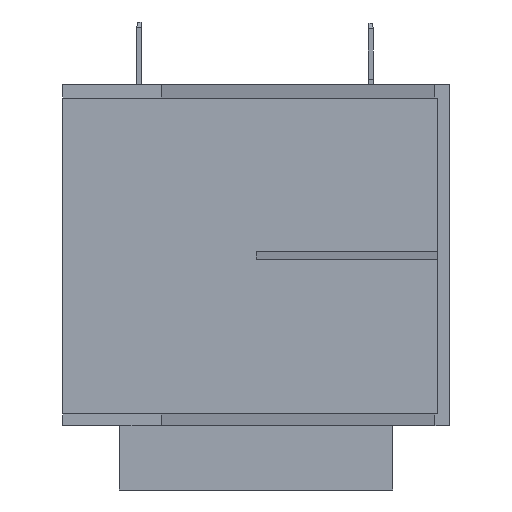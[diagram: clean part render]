
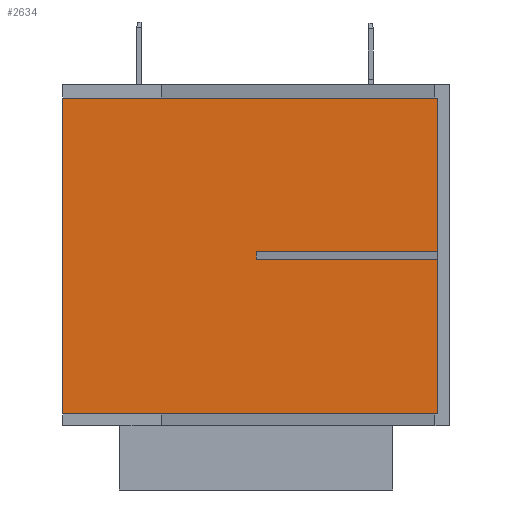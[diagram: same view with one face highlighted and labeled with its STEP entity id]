
A CAD part, left-side view. The second image highlights one B-rep face of the part: STEP entity #2634.
In plain terms, the highlighted planar face has unit normal (-1, 0, 0).
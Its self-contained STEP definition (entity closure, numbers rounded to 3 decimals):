
#12 = LINE ( 'NONE', #975, #2912 ) ;
#60 = FACE_OUTER_BOUND ( 'NONE', #2330, .T. ) ;
#93 = VERTEX_POINT ( 'NONE', #881 ) ;
#125 = LINE ( 'NONE', #1069, #2127 ) ;
#206 = CARTESIAN_POINT ( 'NONE',  ( -57.984, -5.864, 47.055 ) ) ;
#263 = VECTOR ( 'NONE', #799, 1000. ) ;
#371 = EDGE_CURVE ( 'NONE', #1209, #1055, #1332, .T. ) ;
#653 = VERTEX_POINT ( 'NONE', #1614 ) ;
#655 = DIRECTION ( 'NONE',  ( -1., 0., 0. ) ) ;
#799 = DIRECTION ( 'NONE',  ( 0., -1., 0. ) ) ;
#830 = ORIENTED_EDGE ( 'NONE', *, *, #1952, .T. ) ;
#879 = EDGE_CURVE ( 'NONE', #1793, #2043, #2012, .T. ) ;
#881 = CARTESIAN_POINT ( 'NONE',  ( -57.984, -6.783, 22.655 ) ) ;
#942 = CARTESIAN_POINT ( 'NONE',  ( -57.984, -5.864, 49.055 ) ) ;
#975 = CARTESIAN_POINT ( 'NONE',  ( -57.984, 22.486, 49.055 ) ) ;
#996 = DIRECTION ( 'NONE',  ( 0., 0., 1. ) ) ;
#1004 = EDGE_CURVE ( 'NONE', #2249, #653, #12, .T. ) ;
#1009 = DIRECTION ( 'NONE',  ( 0., 0., -1. ) ) ;
#1055 = VERTEX_POINT ( 'NONE', #3636 ) ;
#1067 = ORIENTED_EDGE ( 'NONE', *, *, #3235, .T. ) ;
#1069 = CARTESIAN_POINT ( 'NONE',  ( -57.984, -5.864, 22.655 ) ) ;
#1122 = LINE ( 'NONE', #1926, #1938 ) ;
#1187 = DIRECTION ( 'NONE',  ( 0., 0., 1. ) ) ;
#1209 = VERTEX_POINT ( 'NONE', #2275 ) ;
#1234 = PLANE ( 'NONE',  #1467 ) ;
#1269 = ORIENTED_EDGE ( 'NONE', *, *, #1004, .F. ) ;
#1332 = LINE ( 'NONE', #3591, #2115 ) ;
#1467 = AXIS2_PLACEMENT_3D ( 'NONE', #942, #655, #1532 ) ;
#1532 = DIRECTION ( 'NONE',  ( 0., 0., 1. ) ) ;
#1557 = EDGE_CURVE ( 'NONE', #93, #3157, #2514, .T. ) ;
#1614 = CARTESIAN_POINT ( 'NONE',  ( -57.984, 22.486, 47.055 ) ) ;
#1627 = CARTESIAN_POINT ( 'NONE',  ( -57.984, 22.486, -0.745 ) ) ;
#1650 = VECTOR ( 'NONE', #1710, 1000. ) ;
#1704 = ORIENTED_EDGE ( 'NONE', *, *, #371, .F. ) ;
#1710 = DIRECTION ( 'NONE',  ( 0., 0., -1. ) ) ;
#1793 = VERTEX_POINT ( 'NONE', #1842 ) ;
#1842 = CARTESIAN_POINT ( 'NONE',  ( -57.984, -34.214, 47.055 ) ) ;
#1914 = DIRECTION ( 'NONE',  ( 0., 1., 0. ) ) ;
#1926 = CARTESIAN_POINT ( 'NONE',  ( -57.984, -5.864, 23.855 ) ) ;
#1938 = VECTOR ( 'NONE', #3129, 1000. ) ;
#1952 = EDGE_CURVE ( 'NONE', #1209, #93, #125, .T. ) ;
#2012 = LINE ( 'NONE', #2524, #1650 ) ;
#2036 = EDGE_CURVE ( 'NONE', #2249, #1055, #3442, .T. ) ;
#2043 = VERTEX_POINT ( 'NONE', #2825 ) ;
#2115 = VECTOR ( 'NONE', #1009, 1000. ) ;
#2127 = VECTOR ( 'NONE', #2806, 1000. ) ;
#2131 = ORIENTED_EDGE ( 'NONE', *, *, #2822, .T. ) ;
#2171 = VECTOR ( 'NONE', #1914, 1000. ) ;
#2209 = ORIENTED_EDGE ( 'NONE', *, *, #1557, .T. ) ;
#2249 = VERTEX_POINT ( 'NONE', #1627 ) ;
#2275 = CARTESIAN_POINT ( 'NONE',  ( -57.984, -34.214, 22.655 ) ) ;
#2330 = EDGE_LOOP ( 'NONE', ( #2941, #1704, #830, #2209, #2131, #2578, #1067, #1269 ) ) ;
#2387 = CARTESIAN_POINT ( 'NONE',  ( -57.984, -6.783, 23.855 ) ) ;
#2494 = VECTOR ( 'NONE', #1187, 1000. ) ;
#2514 = LINE ( 'NONE', #2879, #2494 ) ;
#2524 = CARTESIAN_POINT ( 'NONE',  ( -57.984, -34.214, 49.055 ) ) ;
#2578 = ORIENTED_EDGE ( 'NONE', *, *, #879, .F. ) ;
#2634 = ADVANCED_FACE ( 'NONE', ( #60 ), #1234, .T. ) ;
#2742 = LINE ( 'NONE', #206, #2171 ) ;
#2806 = DIRECTION ( 'NONE',  ( 0., 1., 0. ) ) ;
#2822 = EDGE_CURVE ( 'NONE', #3157, #2043, #1122, .T. ) ;
#2825 = CARTESIAN_POINT ( 'NONE',  ( -57.984, -34.214, 23.855 ) ) ;
#2879 = CARTESIAN_POINT ( 'NONE',  ( -57.984, -6.783, 22.655 ) ) ;
#2912 = VECTOR ( 'NONE', #996, 1000. ) ;
#2941 = ORIENTED_EDGE ( 'NONE', *, *, #2036, .T. ) ;
#3129 = DIRECTION ( 'NONE',  ( 0., -1., 0. ) ) ;
#3157 = VERTEX_POINT ( 'NONE', #2387 ) ;
#3235 = EDGE_CURVE ( 'NONE', #1793, #653, #2742, .T. ) ;
#3442 = LINE ( 'NONE', #3725, #263 ) ;
#3591 = CARTESIAN_POINT ( 'NONE',  ( -57.984, -34.214, 49.055 ) ) ;
#3636 = CARTESIAN_POINT ( 'NONE',  ( -57.984, -34.214, -0.745 ) ) ;
#3725 = CARTESIAN_POINT ( 'NONE',  ( -57.984, -5.864, -0.745 ) ) ;
